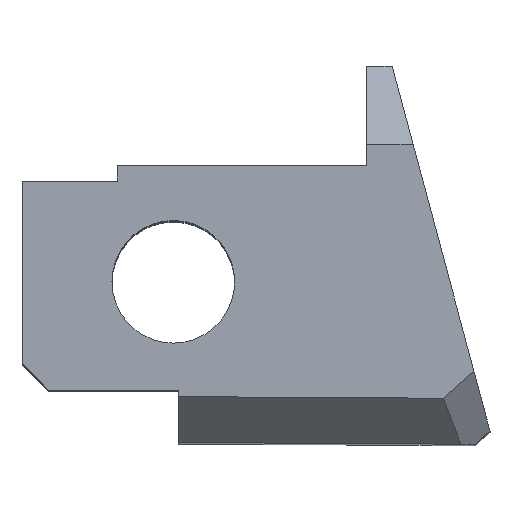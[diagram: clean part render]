
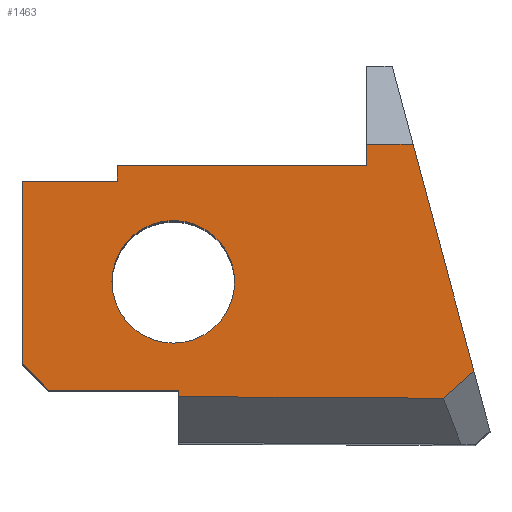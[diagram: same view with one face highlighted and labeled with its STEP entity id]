
A CAD part, top view. The second image highlights one B-rep face of the part: STEP entity #1463.
In plain terms, the highlighted planar face has unit normal (0, 0, 1).
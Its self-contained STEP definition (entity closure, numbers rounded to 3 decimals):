
#56 = DIRECTION ( 'NONE',  ( 0., 0., -1. ) ) ;
#70 = FACE_OUTER_BOUND ( 'NONE', #1361, .T. ) ;
#113 = CARTESIAN_POINT ( 'NONE',  ( 148.096, 111.44, 102.189 ) ) ;
#114 = CARTESIAN_POINT ( 'NONE',  ( 137.002, 110.949, 102.189 ) ) ;
#115 = ORIENTED_EDGE ( 'NONE', *, *, #1720, .F. ) ;
#175 = DIRECTION ( 'NONE',  ( 0., 1., 0. ) ) ;
#178 = VECTOR ( 'NONE', #301, 1000. ) ;
#185 = CARTESIAN_POINT ( 'NONE',  ( 146.511, 117.357, 102.189 ) ) ;
#189 = ORIENTED_EDGE ( 'NONE', *, *, #576, .F. ) ;
#195 = DIRECTION ( 'NONE',  ( 1., 0., 0. ) ) ;
#205 = ORIENTED_EDGE ( 'NONE', *, *, #310, .T. ) ;
#229 = VERTEX_POINT ( 'NONE', #483 ) ;
#236 = VERTEX_POINT ( 'NONE', #1169 ) ;
#249 = CARTESIAN_POINT ( 'NONE',  ( 142.42, 114.175, 102.189 ) ) ;
#274 = VERTEX_POINT ( 'NONE', #822 ) ;
#276 = DIRECTION ( 'NONE',  ( 0.707, -0.707, 0. ) ) ;
#300 = VECTOR ( 'NONE', #175, 1000. ) ;
#301 = DIRECTION ( 'NONE',  ( -0.006, -1., 0. ) ) ;
#310 = EDGE_CURVE ( 'NONE', #1167, #1366, #941, .T. ) ;
#319 = EDGE_CURVE ( 'NONE', #2017, #1548, #2006, .T. ) ;
#342 = DIRECTION ( 'NONE',  ( -1., 0.006, 0. ) ) ;
#346 = EDGE_CURVE ( 'NONE', #274, #1548, #1357, .T. ) ;
#353 = CARTESIAN_POINT ( 'NONE',  ( 140.397, 110.949, 102.189 ) ) ;
#358 = VERTEX_POINT ( 'NONE', #1379 ) ;
#377 = LINE ( 'NONE', #2027, #2050 ) ;
#389 = CARTESIAN_POINT ( 'NONE',  ( 140.606, 116.4, 102.189 ) ) ;
#390 = EDGE_CURVE ( 'NONE', #1366, #1167, #443, .T. ) ;
#394 = CARTESIAN_POINT ( 'NONE',  ( 140.254, 113.773, 102.189 ) ) ;
#439 = ORIENTED_EDGE ( 'NONE', *, *, #319, .T. ) ;
#443 = CIRCLE ( 'NONE', #1443, 1.6 ) ;
#448 = DIRECTION ( 'NONE',  ( 1., 0., 0. ) ) ;
#471 = EDGE_CURVE ( 'NONE', #358, #1789, #1420, .T. ) ;
#477 = ORIENTED_EDGE ( 'NONE', *, *, #1434, .F. ) ;
#483 = CARTESIAN_POINT ( 'NONE',  ( 136.307, 116.4, 102.189 ) ) ;
#519 = VECTOR ( 'NONE', #342, 1000. ) ;
#524 = ORIENTED_EDGE ( 'NONE', *, *, #471, .T. ) ;
#530 = VERTEX_POINT ( 'NONE', #609 ) ;
#556 = ORIENTED_EDGE ( 'NONE', *, *, #1305, .T. ) ;
#576 = EDGE_CURVE ( 'NONE', #358, #229, #979, .T. ) ;
#577 = EDGE_CURVE ( 'NONE', #1857, #1190, #1122, .T. ) ;
#606 = CARTESIAN_POINT ( 'NONE',  ( 140.413, 113.53, 102.189 ) ) ;
#609 = CARTESIAN_POINT ( 'NONE',  ( 138.793, 116.805, 102.189 ) ) ;
#612 = VECTOR ( 'NONE', #971, 1000. ) ;
#663 = CARTESIAN_POINT ( 'NONE',  ( 136.307, 112.705, 102.189 ) ) ;
#718 = VECTOR ( 'NONE', #1229, 1000. ) ;
#727 = DIRECTION ( 'NONE',  ( 0., 1., 0. ) ) ;
#805 = AXIS2_PLACEMENT_3D ( 'NONE', #886, #1670, #1833 ) ;
#815 = VECTOR ( 'NONE', #2031, 1000. ) ;
#822 = CARTESIAN_POINT ( 'NONE',  ( 145.293, 116.805, 102.189 ) ) ;
#860 = CARTESIAN_POINT ( 'NONE',  ( 138.793, 116.4, 102.189 ) ) ;
#886 = CARTESIAN_POINT ( 'NONE',  ( 140.254, 113.773, 102.189 ) ) ;
#912 = FACE_BOUND ( 'NONE', #1075, .T. ) ;
#926 = VECTOR ( 'NONE', #1209, 1000. ) ;
#941 = CIRCLE ( 'NONE', #805, 1.6 ) ;
#971 = DIRECTION ( 'NONE',  ( 0.75, 0.661, 0. ) ) ;
#979 = LINE ( 'NONE', #663, #300 ) ;
#1009 = CARTESIAN_POINT ( 'NONE',  ( 145.293, 116.805, 102.189 ) ) ;
#1027 = DIRECTION ( 'NONE',  ( 0., -1., 0. ) ) ;
#1033 = VECTOR ( 'NONE', #195, 1000. ) ;
#1063 = DIRECTION ( 'NONE',  ( 0.259, -0.966, 0. ) ) ;
#1075 = EDGE_LOOP ( 'NONE', ( #1748, #205 ) ) ;
#1078 = CARTESIAN_POINT ( 'NONE',  ( 140.606, 116.805, 102.189 ) ) ;
#1094 = ORIENTED_EDGE ( 'NONE', *, *, #1233, .T. ) ;
#1122 = LINE ( 'NONE', #1649, #612 ) ;
#1167 = VERTEX_POINT ( 'NONE', #1619 ) ;
#1169 = CARTESIAN_POINT ( 'NONE',  ( 140.396, 110.778, 102.189 ) ) ;
#1182 = ORIENTED_EDGE ( 'NONE', *, *, #346, .F. ) ;
#1190 = VERTEX_POINT ( 'NONE', #113 ) ;
#1209 = DIRECTION ( 'NONE',  ( 0., 1., 0. ) ) ;
#1229 = DIRECTION ( 'NONE',  ( 1., 0., 0. ) ) ;
#1230 = LINE ( 'NONE', #1078, #1867 ) ;
#1233 = EDGE_CURVE ( 'NONE', #1404, #236, #2098, .T. ) ;
#1305 = EDGE_CURVE ( 'NONE', #1789, #1404, #1807, .T. ) ;
#1348 = LINE ( 'NONE', #1820, #519 ) ;
#1350 = VERTEX_POINT ( 'NONE', #860 ) ;
#1357 = LINE ( 'NONE', #1009, #2035 ) ;
#1361 = EDGE_LOOP ( 'NONE', ( #1182, #1896, #1878, #1571, #189, #524, #556, #1094, #115, #1968, #477, #439 ) ) ;
#1363 = CARTESIAN_POINT ( 'NONE',  ( 138.793, 117.787, 102.189 ) ) ;
#1366 = VERTEX_POINT ( 'NONE', #1840 ) ;
#1379 = CARTESIAN_POINT ( 'NONE',  ( 136.307, 111.644, 102.189 ) ) ;
#1387 = AXIS2_PLACEMENT_3D ( 'NONE', #249, #56, #1027 ) ;
#1404 = VERTEX_POINT ( 'NONE', #353 ) ;
#1406 = CARTESIAN_POINT ( 'NONE',  ( 145.293, 117.357, 102.189 ) ) ;
#1420 = LINE ( 'NONE', #2063, #1474 ) ;
#1434 = EDGE_CURVE ( 'NONE', #2017, #1190, #377, .T. ) ;
#1443 = AXIS2_PLACEMENT_3D ( 'NONE', #394, #1707, #2055 ) ;
#1463 = ADVANCED_FACE ( 'NONE', ( #912, #70 ), #1703, .F. ) ;
#1474 = VECTOR ( 'NONE', #276, 1000. ) ;
#1548 = VERTEX_POINT ( 'NONE', #1406 ) ;
#1566 = EDGE_CURVE ( 'NONE', #530, #274, #1230, .T. ) ;
#1571 = ORIENTED_EDGE ( 'NONE', *, *, #2059, .F. ) ;
#1619 = CARTESIAN_POINT ( 'NONE',  ( 138.654, 113.773, 102.189 ) ) ;
#1649 = CARTESIAN_POINT ( 'NONE',  ( 146.633, 110.151, 102.189 ) ) ;
#1663 = CARTESIAN_POINT ( 'NONE',  ( 141.88, 117.357, 102.189 ) ) ;
#1670 = DIRECTION ( 'NONE',  ( 0., 0., -1. ) ) ;
#1677 = CARTESIAN_POINT ( 'NONE',  ( 141.409, 110.949, 102.189 ) ) ;
#1679 = LINE ( 'NONE', #389, #718 ) ;
#1703 = PLANE ( 'NONE',  #1387 ) ;
#1707 = DIRECTION ( 'NONE',  ( 0., 0., -1. ) ) ;
#1720 = EDGE_CURVE ( 'NONE', #1857, #236, #1348, .T. ) ;
#1748 = ORIENTED_EDGE ( 'NONE', *, *, #390, .T. ) ;
#1789 = VERTEX_POINT ( 'NONE', #114 ) ;
#1807 = LINE ( 'NONE', #1677, #1033 ) ;
#1820 = CARTESIAN_POINT ( 'NONE',  ( 148.532, 110.73, 102.189 ) ) ;
#1833 = DIRECTION ( 'NONE',  ( 1., 0., 0. ) ) ;
#1840 = CARTESIAN_POINT ( 'NONE',  ( 141.854, 113.773, 102.189 ) ) ;
#1857 = VERTEX_POINT ( 'NONE', #1953 ) ;
#1867 = VECTOR ( 'NONE', #448, 1000. ) ;
#1878 = ORIENTED_EDGE ( 'NONE', *, *, #2122, .F. ) ;
#1896 = ORIENTED_EDGE ( 'NONE', *, *, #1566, .F. ) ;
#1953 = CARTESIAN_POINT ( 'NONE',  ( 147.299, 110.737, 102.189 ) ) ;
#1968 = ORIENTED_EDGE ( 'NONE', *, *, #577, .T. ) ;
#2006 = LINE ( 'NONE', #1663, #815 ) ;
#2017 = VERTEX_POINT ( 'NONE', #185 ) ;
#2027 = CARTESIAN_POINT ( 'NONE',  ( 146.88, 115.979, 102.189 ) ) ;
#2031 = DIRECTION ( 'NONE',  ( -1., 0., 0. ) ) ;
#2035 = VECTOR ( 'NONE', #727, 1000. ) ;
#2050 = VECTOR ( 'NONE', #1063, 1000. ) ;
#2055 = DIRECTION ( 'NONE',  ( 1., 0., 0. ) ) ;
#2059 = EDGE_CURVE ( 'NONE', #229, #1350, #1679, .T. ) ;
#2061 = LINE ( 'NONE', #1363, #926 ) ;
#2063 = CARTESIAN_POINT ( 'NONE',  ( 137.407, 110.544, 102.189 ) ) ;
#2098 = LINE ( 'NONE', #606, #178 ) ;
#2122 = EDGE_CURVE ( 'NONE', #1350, #530, #2061, .T. ) ;
